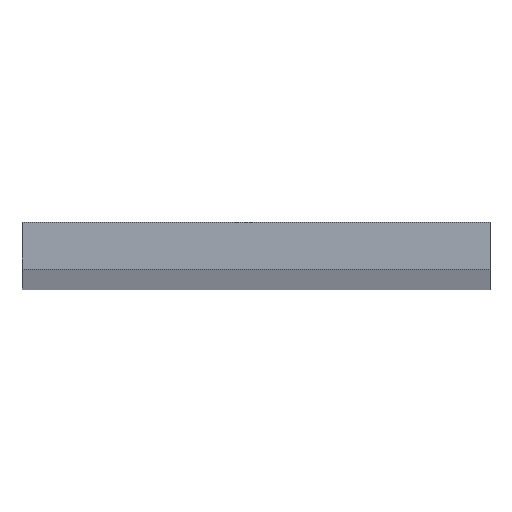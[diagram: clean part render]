
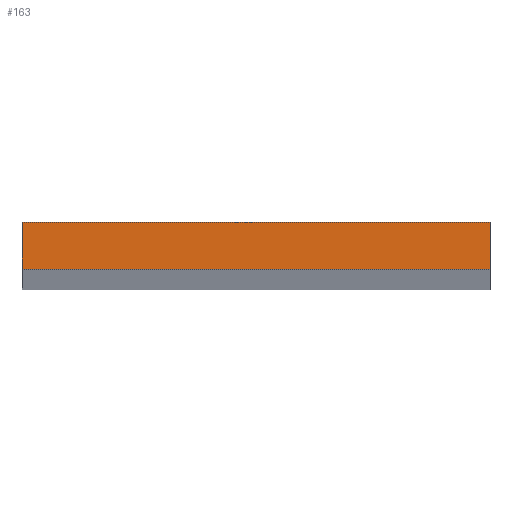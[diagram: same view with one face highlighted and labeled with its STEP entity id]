
A CAD part, top view. The second image highlights one B-rep face of the part: STEP entity #163.
In plain terms, the highlighted planar face has unit normal (0, 0, 1).
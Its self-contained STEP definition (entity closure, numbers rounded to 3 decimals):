
#8 = FACE_OUTER_BOUND ( 'NONE', #122, .T. ) ;
#26 = VECTOR ( 'NONE', #68, 1000. ) ;
#29 = VECTOR ( 'NONE', #60, 1000. ) ;
#37 = VECTOR ( 'NONE', #81, 1000. ) ;
#39 = VECTOR ( 'NONE', #194, 1000. ) ;
#42 = AXIS2_PLACEMENT_3D ( 'NONE', #69, #62, #61 ) ;
#58 = LINE ( 'NONE', #64, #29 ) ;
#59 = CARTESIAN_POINT ( 'NONE',  ( -20., 2., 500. ) ) ;
#60 = DIRECTION ( 'NONE',  ( 0., -1., 0. ) ) ;
#61 = DIRECTION ( 'NONE',  ( 1., 0., 0. ) ) ;
#62 = DIRECTION ( 'NONE',  ( 0., 0., 1. ) ) ;
#64 = CARTESIAN_POINT ( 'NONE',  ( -20., 2., 500. ) ) ;
#68 = DIRECTION ( 'NONE',  ( -1., 0., 0. ) ) ;
#69 = CARTESIAN_POINT ( 'NONE',  ( 0., 0., 500. ) ) ;
#72 = PLANE ( 'NONE',  #42 ) ;
#73 = CARTESIAN_POINT ( 'NONE',  ( 20., 2., 500. ) ) ;
#81 = DIRECTION ( 'NONE',  ( 1., 0., 0. ) ) ;
#87 = VERTEX_POINT ( 'NONE', #133 ) ;
#88 = VERTEX_POINT ( 'NONE', #73 ) ;
#89 = VERTEX_POINT ( 'NONE', #121 ) ;
#90 = VERTEX_POINT ( 'NONE', #135 ) ;
#99 = ORIENTED_EDGE ( 'NONE', *, *, #171, .T. ) ;
#100 = ORIENTED_EDGE ( 'NONE', *, *, #157, .T. ) ;
#101 = ORIENTED_EDGE ( 'NONE', *, *, #161, .T. ) ;
#103 = ORIENTED_EDGE ( 'NONE', *, *, #160, .T. ) ;
#121 = CARTESIAN_POINT ( 'NONE',  ( -20., -2., 500. ) ) ;
#122 = EDGE_LOOP ( 'NONE', ( #101, #100, #99, #103 ) ) ;
#123 = LINE ( 'NONE', #59, #26 ) ;
#128 = LINE ( 'NONE', #131, #37 ) ;
#131 = CARTESIAN_POINT ( 'NONE',  ( -20., -2., 500. ) ) ;
#133 = CARTESIAN_POINT ( 'NONE',  ( -20., 2., 500. ) ) ;
#135 = CARTESIAN_POINT ( 'NONE',  ( 20., -2., 500. ) ) ;
#157 = EDGE_CURVE ( 'NONE', #89, #90, #128, .T. ) ;
#160 = EDGE_CURVE ( 'NONE', #88, #87, #123, .T. ) ;
#161 = EDGE_CURVE ( 'NONE', #87, #89, #58, .T. ) ;
#163 = ADVANCED_FACE ( 'NONE', ( #8 ), #72, .T. ) ;
#171 = EDGE_CURVE ( 'NONE', #90, #88, #192, .T. ) ;
#192 = LINE ( 'NONE', #193, #39 ) ;
#193 = CARTESIAN_POINT ( 'NONE',  ( 20., 2., 500. ) ) ;
#194 = DIRECTION ( 'NONE',  ( 0., 1., 0. ) ) ;
